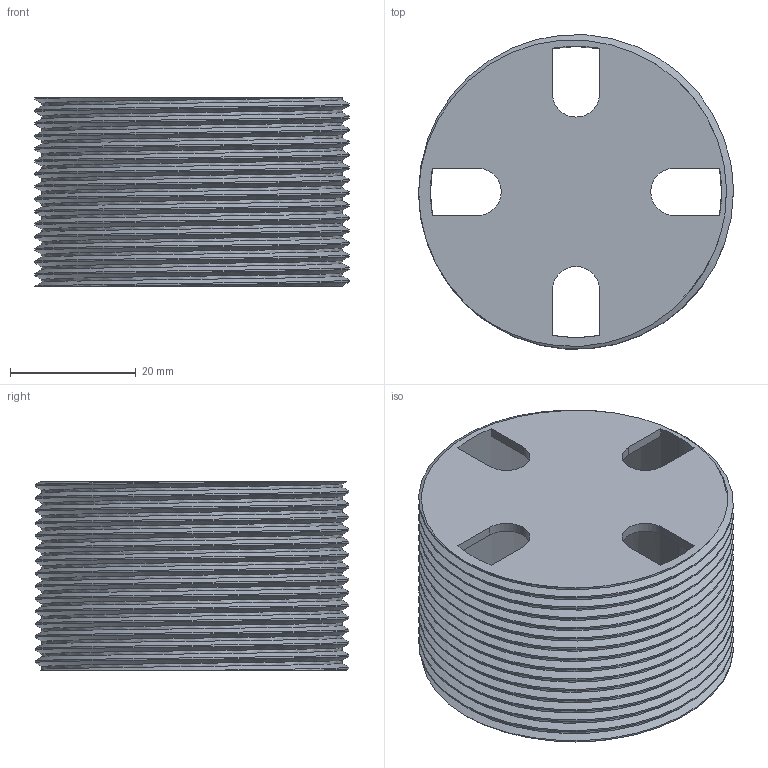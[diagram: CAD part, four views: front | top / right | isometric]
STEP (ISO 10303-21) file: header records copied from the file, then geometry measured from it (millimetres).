
FILE_DESCRIPTION (( 'STEP AP203' ), '1' );
FILE_NAME ('FondLEDOeuilleton.STEP', '2022-11-14T18:15:16', ( '' ), ( '' ), 'SwSTEP 2.0', 'SolidWorks 2021', '' );
FILE_SCHEMA (( 'CONFIG_CONTROL_DESIGN' ));
Length unit declared in the file: millimetre
Products named in the file (1): FondLEDOeuilleton
Bounding box: 50 x 49.88 x 30 mm (x, y, z)
Volume: 7731.1 mm3; surface area: 14940.1 mm2
Topology: 1 solids, 1 shells, 52 faces, 158 edges, 105 vertices
Faces by surface type: cylinder 38, plane 11, bspline 3
Entity records: 5581 total; most frequent: CARTESIAN_POINT 4259, ORIENTED_EDGE 316, DIRECTION 213, EDGE_CURVE 158, VERTEX_POINT 105, AXIS2_PLACEMENT_3D 74, VECTOR 65, LINE 65
